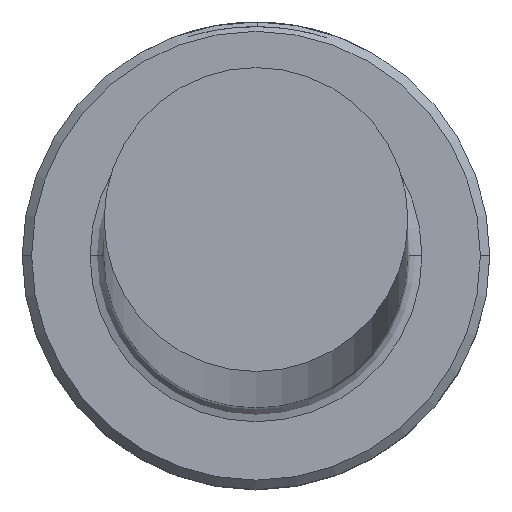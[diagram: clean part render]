
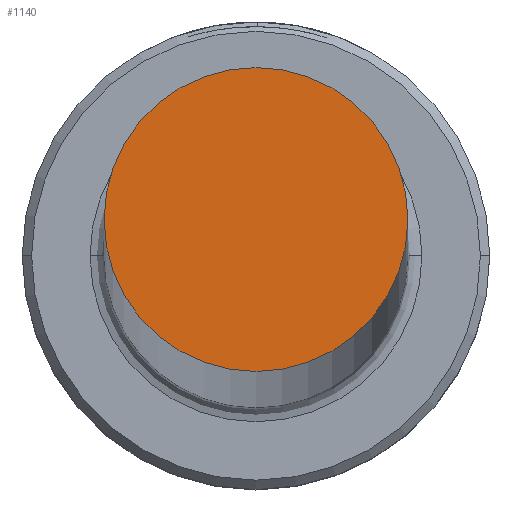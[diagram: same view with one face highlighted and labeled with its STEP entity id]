
A CAD part, top view. The second image highlights one B-rep face of the part: STEP entity #1140.
In plain terms, the highlighted planar face has unit normal (0, 0, 1).
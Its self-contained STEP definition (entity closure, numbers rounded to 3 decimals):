
#29 = ORIENTED_EDGE ( 'NONE', *, *, #807, .T. ) ;
#197 = CARTESIAN_POINT ( 'NONE',  ( -3.25, 0., 450. ) ) ;
#199 = FACE_OUTER_BOUND ( 'NONE', #953, .T. ) ;
#234 = CARTESIAN_POINT ( 'NONE',  ( 0., 0., 450. ) ) ;
#239 = PLANE ( 'NONE',  #1026 ) ;
#334 = DIRECTION ( 'NONE',  ( 1., 0., 0. ) ) ;
#338 = DIRECTION ( 'NONE',  ( 1., 0., 0. ) ) ;
#405 = VERTEX_POINT ( 'NONE', #197 ) ;
#469 = DIRECTION ( 'NONE',  ( 0., 0., 1. ) ) ;
#614 = AXIS2_PLACEMENT_3D ( 'NONE', #1002, #469, #1088 ) ;
#688 = CARTESIAN_POINT ( 'NONE',  ( 0., 0., 450. ) ) ;
#780 = AXIS2_PLACEMENT_3D ( 'NONE', #234, #867, #334 ) ;
#807 = EDGE_CURVE ( 'NONE', #1007, #405, #1166, .T. ) ;
#867 = DIRECTION ( 'NONE',  ( 0., 0., 1. ) ) ;
#870 = DIRECTION ( 'NONE',  ( 0., 0., 1. ) ) ;
#891 = ORIENTED_EDGE ( 'NONE', *, *, #1111, .T. ) ;
#912 = CIRCLE ( 'NONE', #780, 3.25 ) ;
#935 = CARTESIAN_POINT ( 'NONE',  ( 3.25, 0., 450. ) ) ;
#953 = EDGE_LOOP ( 'NONE', ( #891, #29 ) ) ;
#1002 = CARTESIAN_POINT ( 'NONE',  ( 0., 0., 450. ) ) ;
#1007 = VERTEX_POINT ( 'NONE', #935 ) ;
#1026 = AXIS2_PLACEMENT_3D ( 'NONE', #688, #870, #338 ) ;
#1088 = DIRECTION ( 'NONE',  ( 1., 0., 0. ) ) ;
#1111 = EDGE_CURVE ( 'NONE', #405, #1007, #912, .T. ) ;
#1140 = ADVANCED_FACE ( 'NONE', ( #199 ), #239, .T. ) ;
#1166 = CIRCLE ( 'NONE', #614, 3.25 ) ;
